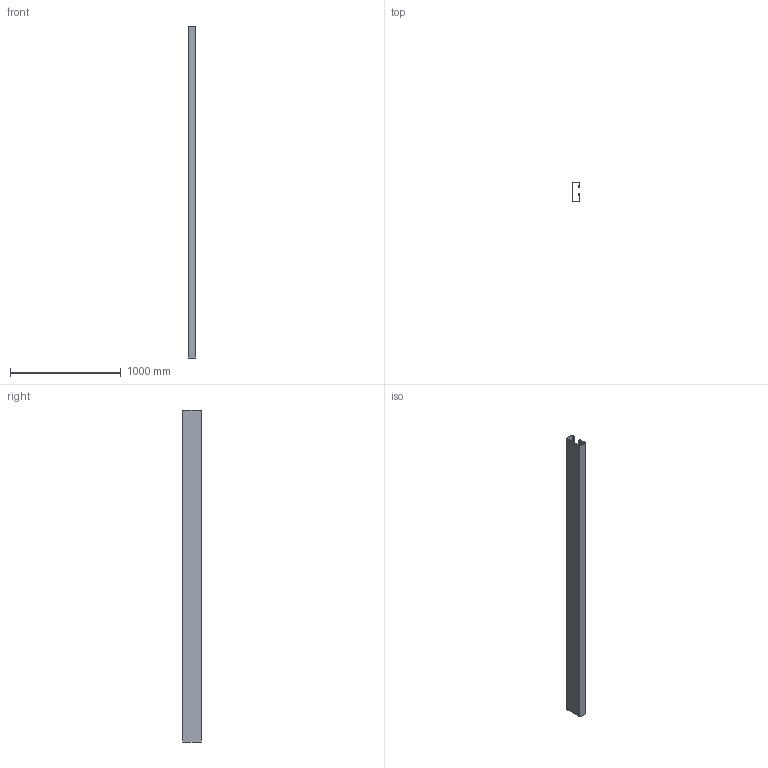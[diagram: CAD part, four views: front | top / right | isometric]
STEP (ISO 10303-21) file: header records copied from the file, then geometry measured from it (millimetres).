
FILE_DESCRIPTION (( 'STEP AP214' ), '1' );
FILE_NAME ('6277807.stp', '2018-03-21T14:37:39', ( '' ), ( '' ), 'SwSTEP 2.0', 'SolidWorks 2016', '' );
FILE_SCHEMA (( 'AUTOMOTIVE_DESIGN' ));
Length unit declared in the file: millimetre
Products named in the file (1): 6277807
Bounding box: 70 x 170 x 3000 mm (x, y, z)
Volume: 1378047.3 mm3; surface area: 2763013.4 mm2
Topology: 1 solids, 1 shells, 90 faces, 240 edges, 152 vertices
Faces by surface type: plane 82, cylinder 8
Entity records: 2762 total; most frequent: CARTESIAN_POINT 483, ORIENTED_EDGE 480, DIRECTION 438, EDGE_CURVE 240, LINE 224, VECTOR 224, VERTEX_POINT 152, AXIS2_PLACEMENT_3D 107
